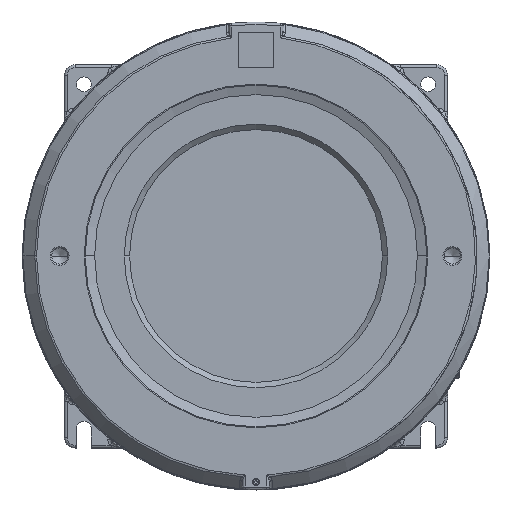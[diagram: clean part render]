
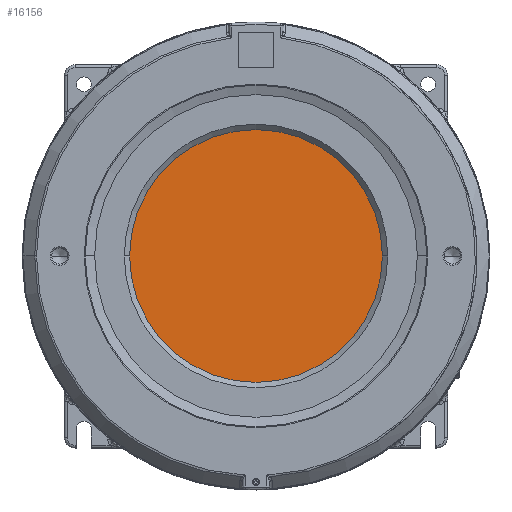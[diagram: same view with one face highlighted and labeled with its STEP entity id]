
A CAD part, top view. The second image highlights one B-rep face of the part: STEP entity #16156.
In plain terms, the highlighted planar face has unit normal (0, 0, 1).
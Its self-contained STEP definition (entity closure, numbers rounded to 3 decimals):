
#4943 = EDGE_CURVE ( 'NONE', #9010, #29160, #33644, .T. ) ;
#5042 = ORIENTED_EDGE ( 'NONE', *, *, #15382, .T. ) ;
#8152 = ORIENTED_EDGE ( 'NONE', *, *, #4943, .T. ) ;
#8511 = CIRCLE ( 'NONE', #27437, 109.8 ) ;
#9010 = VERTEX_POINT ( 'NONE', #54774 ) ;
#15382 = EDGE_CURVE ( 'NONE', #29160, #9010, #8511, .T. ) ;
#16156 = ADVANCED_FACE ( 'NONE', ( #17157 ), #38599, .T. ) ;
#17157 = FACE_OUTER_BOUND ( 'NONE', #27471, .T. ) ;
#21831 = AXIS2_PLACEMENT_3D ( 'NONE', #49634, #24018, #53948 ) ;
#22181 = DIRECTION ( 'NONE',  ( 0., 0., 1. ) ) ;
#24018 = DIRECTION ( 'NONE',  ( 0., 0., 1. ) ) ;
#24219 = AXIS2_PLACEMENT_3D ( 'NONE', #34279, #55400, #42906 ) ;
#27437 = AXIS2_PLACEMENT_3D ( 'NONE', #47834, #22181, #52112 ) ;
#27471 = EDGE_LOOP ( 'NONE', ( #8152, #5042 ) ) ;
#29160 = VERTEX_POINT ( 'NONE', #47824 ) ;
#33644 = CIRCLE ( 'NONE', #21831, 109.8 ) ;
#34279 = CARTESIAN_POINT ( 'NONE',  ( 0., 0., 19. ) ) ;
#38599 = PLANE ( 'NONE',  #24219 ) ;
#42906 = DIRECTION ( 'NONE',  ( 1., 0., 0. ) ) ;
#47824 = CARTESIAN_POINT ( 'NONE',  ( 109.8, 0., 19. ) ) ;
#47834 = CARTESIAN_POINT ( 'NONE',  ( 0., 0., 19. ) ) ;
#49634 = CARTESIAN_POINT ( 'NONE',  ( 0., 0., 19. ) ) ;
#52112 = DIRECTION ( 'NONE',  ( 1., 0., 0. ) ) ;
#53948 = DIRECTION ( 'NONE',  ( 1., 0., 0. ) ) ;
#54774 = CARTESIAN_POINT ( 'NONE',  ( -109.8, 0., 19. ) ) ;
#55400 = DIRECTION ( 'NONE',  ( 0., 0., 1. ) ) ;
